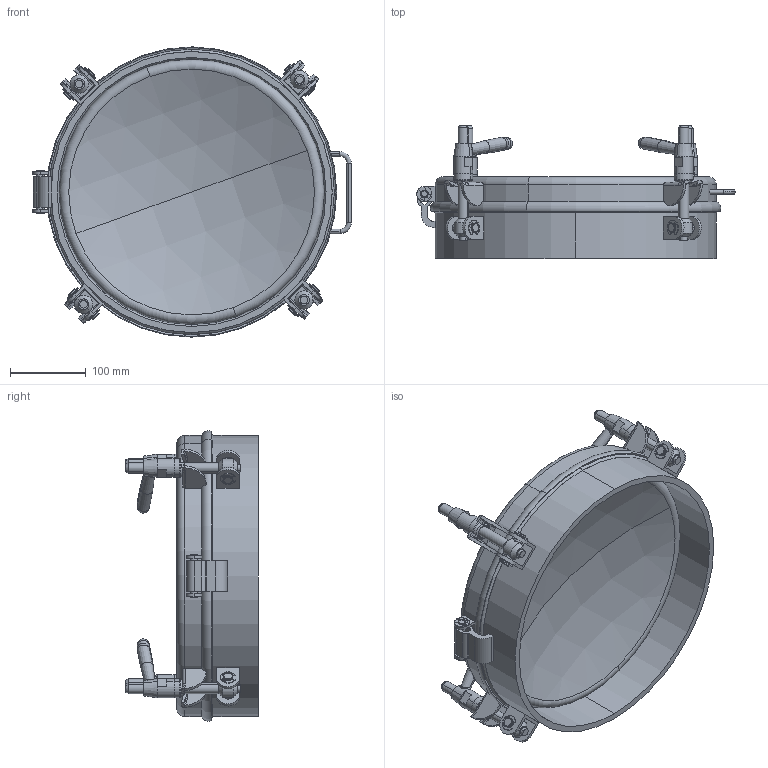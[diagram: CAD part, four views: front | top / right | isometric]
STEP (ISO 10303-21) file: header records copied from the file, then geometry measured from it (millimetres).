
FILE_DESCRIPTION (( 'STEP AP203' ), '1' );
FILE_NAME ('porte complete p22-249.STEP', '2013-01-15T14:25:34', ( 'BE' ), ( 'BOYER SA' ), 'SwSTEP 2.0', 'SolidWorks 2008', '' );
FILE_SCHEMA (( 'CONFIG_CONTROL_DESIGN' ));
Length unit declared in the file: millimetre
Products named in the file (16): HSAC 4L BR M1 (0690600007)_Défaut; PSDR 4L BR S 10.2 04 68 20 (0661000006)_Défaut; PREC 6L BR D6 160 n°2 (0620100002)_Défaut; MA1 06 BR YD 14 51 EMB INOX (0750200054)_Défaut; porte complete p22-249; AXE 04 BR D12 39 46  (0650100000)_Défaut; jpro diam 354_Défaut; CARO 6L PO SP 08 354 60 (0720100111)_Défaut; AXE 04 BR D10 50 57 (0650100014)_Défaut; ARPR 6L BR P SCA 25 354 (0710200007)_Défaut; MA1 06 BR YD 14 51 EMB INOX (0750200054)( element bague clipse)_Défaut; CHAP 4L BR L 37 (0630100004)_Défaut; MA1 06 BR YD 14 51 EMB INOX (0750200054)assemblage_Défaut; GU14 6T BR YD 122 90 135  (0610300006)_Défaut; U5  4L BR U122    27  34  30 (0640800012)_Défaut; CLIP 6L PO D10 50650300002起D嶨aut
Assembly tree (40 placements, depth 3):
  porte complete p22-249
    MA1 06 BR YD 14 51 EMB INOX (0750200054)assemblage_Défaut  x4
      MA1 06 BR YD 14 51 EMB INOX (0750200054)( element bague clipse)_Défaut
      MA1 06 BR YD 14 51 EMB INOX (0750200054)_Défaut
    CHAP 4L BR L 37 (0630100004)_Défaut  x4
    CLIP 6L PO D10 50650300002起D嶨aut  x10
    AXE 04 BR D10 50 57 (0650100014)_Défaut
    GU14 6T BR YD 122 90 135  (0610300006)_Défaut  x4
    AXE 04 BR D12 39 46  (0650100000)_Défaut  x4
    PSDR 4L BR S 10.2 04 68 20 (0661000006)_Défaut  x2
    U5  4L BR U122    27  34  30 (0640800012)_Défaut  x4
    ARPR 6L BR P SCA 25 354 (0710200007)_Défaut
    PREC 6L BR D6 160 n°2 (0620100002)_Défaut
    jpro diam 354_Défaut
    HSAC 4L BR M1 (0690600007)_Défaut
    CARO 6L PO SP 08 354 60 (0720100111)_Défaut
Bounding box: 419.1 x 175 x 381.96 mm (x, y, z)
Volume: 1776375.2 mm3; surface area: 932589.5 mm2
Topology: 42 solids, 43 shells, 917 faces, 2182 edges, 1382 vertices
Faces by surface type: cylinder 378, plane 341, torus 92, cone 86, sphere 12, bspline 8
Entity records: 11263 total; most frequent: CARTESIAN_POINT 2107, DIRECTION 1607, ORIENTED_EDGE 1300, AXIS2_PLACEMENT_3D 665, EDGE_CURVE 650, VERTEX_POINT 409, CIRCLE 340, EDGE_LOOP 313
